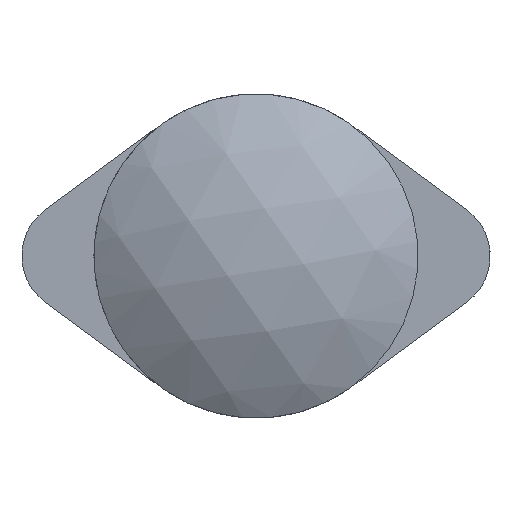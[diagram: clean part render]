
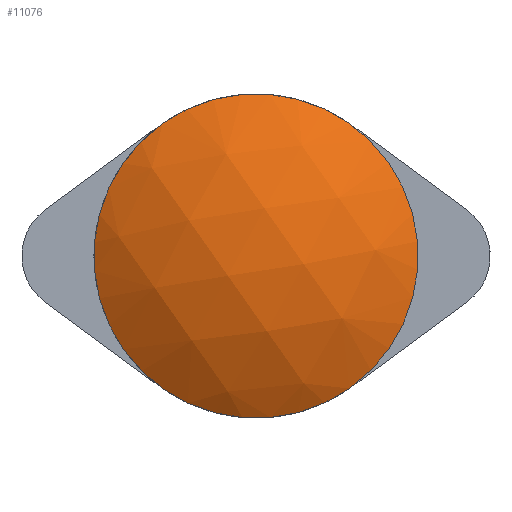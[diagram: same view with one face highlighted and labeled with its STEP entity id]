
A CAD part, front view. The second image highlights one B-rep face of the part: STEP entity #11076.
In plain terms, the highlighted spherical face has radius 16 mm.
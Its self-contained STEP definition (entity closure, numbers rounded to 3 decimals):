
#11060=CARTESIAN_POINT('',(30.098,0.,0.0));
#11061=DIRECTION('',(0.0,0.0,1.0));
#11062=DIRECTION('',(1.0,0.0,0.0));
#11063=AXIS2_PLACEMENT_3D('',#11060,#11061,#11062);
#11064=SPHERICAL_SURFACE('',#11063,16.0);
#11065=CARTESIAN_POINT('',(16.869,9.0,0.0));
#11066=VERTEX_POINT('',#11065);
#11067=CARTESIAN_POINT('',(16.869,0.0,0.0));
#11068=DIRECTION('',(1.0,0.0,0.0));
#11069=DIRECTION('',(0.0,1.0,0.0));
#11070=AXIS2_PLACEMENT_3D('',#11067,#11068,#11069);
#11071=CIRCLE('',#11070,9.0);
#11072=EDGE_CURVE('',#11066,#11066,#11071,.T.);
#11073=ORIENTED_EDGE('',*,*,#11072,.F.);
#11074=EDGE_LOOP('',(#11073));
#11075=FACE_OUTER_BOUND('',#11074,.T.);
#11076=ADVANCED_FACE('',(#11075),#11064,.T.);
